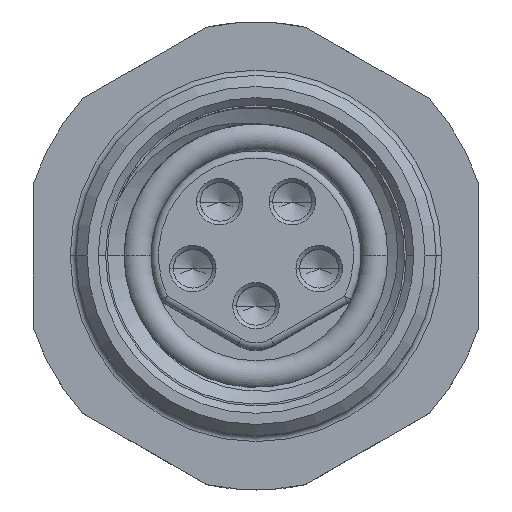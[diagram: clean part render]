
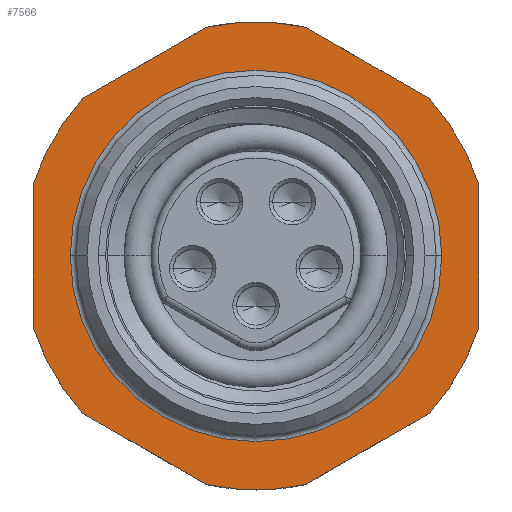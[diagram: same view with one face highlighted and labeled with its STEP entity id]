
A CAD part, top view. The second image highlights one B-rep face of the part: STEP entity #7566.
In plain terms, the highlighted planar face has unit normal (0, 0, 1).
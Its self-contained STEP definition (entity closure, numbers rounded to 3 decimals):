
#3663=CARTESIAN_POINT('',(0.,0.,-0.3));
#3664=DIRECTION('',(0.,0.,1.));
#3665=DIRECTION('',(-0.212,-0.977,0.));
#3666=AXIS2_PLACEMENT_3D('',#3663,#3664,#3665);
#3668=DIRECTION('',(0.866,-0.5,0.));
#3669=VECTOR('',#3668,3.842);
#3670=CARTESIAN_POINT('',(-4.664,-4.236,-0.3));
#3671=LINE('',#3670,#3669);
#3672=CARTESIAN_POINT('',(0.,0.,-0.3));
#3673=DIRECTION('',(0.,0.,1.));
#3674=DIRECTION('',(-0.952,-0.305,0.));
#3675=AXIS2_PLACEMENT_3D('',#3672,#3673,#3674);
#3677=DIRECTION('',(0.,-1.,0.));
#3678=VECTOR('',#3677,3.842);
#3679=CARTESIAN_POINT('',(-6.,1.921,-0.3));
#3680=LINE('',#3679,#3678);
#3681=CARTESIAN_POINT('',(0.,0.,-0.3));
#3682=DIRECTION('',(0.,0.,1.));
#3683=DIRECTION('',(-0.74,0.672,0.));
#3684=AXIS2_PLACEMENT_3D('',#3681,#3682,#3683);
#3686=DIRECTION('',(-0.866,-0.5,0.));
#3687=VECTOR('',#3686,3.842);
#3688=CARTESIAN_POINT('',(-1.336,6.157,-0.3));
#3689=LINE('',#3688,#3687);
#3690=CARTESIAN_POINT('',(0.,0.,-0.3));
#3691=DIRECTION('',(0.,0.,1.));
#3692=DIRECTION('',(0.212,0.977,0.));
#3693=AXIS2_PLACEMENT_3D('',#3690,#3691,#3692);
#3695=DIRECTION('',(-0.866,0.5,0.));
#3696=VECTOR('',#3695,3.842);
#3697=CARTESIAN_POINT('',(4.664,4.236,-0.3));
#3698=LINE('',#3697,#3696);
#3699=CARTESIAN_POINT('',(0.,0.,-0.3));
#3700=DIRECTION('',(0.,0.,1.));
#3701=DIRECTION('',(0.952,0.305,0.));
#3702=AXIS2_PLACEMENT_3D('',#3699,#3700,#3701);
#3704=DIRECTION('',(0.,1.,0.));
#3705=VECTOR('',#3704,3.842);
#3706=CARTESIAN_POINT('',(6.,-1.921,-0.3));
#3707=LINE('',#3706,#3705);
#3708=CARTESIAN_POINT('',(0.,0.,-0.3));
#3709=DIRECTION('',(0.,0.,1.));
#3710=DIRECTION('',(0.74,-0.672,0.));
#3711=AXIS2_PLACEMENT_3D('',#3708,#3709,#3710);
#3713=DIRECTION('',(0.866,0.5,0.));
#3714=VECTOR('',#3713,3.842);
#3715=CARTESIAN_POINT('',(1.336,-6.157,-0.3));
#3716=LINE('',#3715,#3714);
#3717=CARTESIAN_POINT('',(0.,0.,-0.3));
#3718=DIRECTION('',(0.,0.,-1.));
#3719=DIRECTION('',(-1.,0.,0.));
#3720=AXIS2_PLACEMENT_3D('',#3717,#3718,#3719);
#3722=CARTESIAN_POINT('',(0.,0.,-0.3));
#3723=DIRECTION('',(0.,0.,-1.));
#3724=DIRECTION('',(1.,0.,0.));
#3725=AXIS2_PLACEMENT_3D('',#3722,#3723,#3724);
#7022=CARTESIAN_POINT('',(-1.336,-6.157,-0.3));
#7023=CARTESIAN_POINT('',(1.336,-6.157,-0.3));
#7024=VERTEX_POINT('',#7022);
#7025=VERTEX_POINT('',#7023);
#7026=CARTESIAN_POINT('',(4.664,-4.236,-0.3));
#7027=VERTEX_POINT('',#7026);
#7028=CARTESIAN_POINT('',(6.,-1.921,-0.3));
#7029=VERTEX_POINT('',#7028);
#7030=CARTESIAN_POINT('',(6.,1.921,-0.3));
#7031=VERTEX_POINT('',#7030);
#7032=CARTESIAN_POINT('',(4.664,4.236,-0.3));
#7033=VERTEX_POINT('',#7032);
#7034=CARTESIAN_POINT('',(1.336,6.157,-0.3));
#7035=VERTEX_POINT('',#7034);
#7036=CARTESIAN_POINT('',(-1.336,6.157,-0.3));
#7037=VERTEX_POINT('',#7036);
#7038=CARTESIAN_POINT('',(-4.664,4.236,-0.3));
#7039=VERTEX_POINT('',#7038);
#7040=CARTESIAN_POINT('',(-6.,1.921,-0.3));
#7041=VERTEX_POINT('',#7040);
#7042=CARTESIAN_POINT('',(-6.,-1.921,-0.3));
#7043=VERTEX_POINT('',#7042);
#7044=CARTESIAN_POINT('',(-4.664,-4.236,-0.3));
#7045=VERTEX_POINT('',#7044);
#7118=CARTESIAN_POINT('',(-5.,0.,-0.3));
#7119=CARTESIAN_POINT('',(5.,0.,-0.3));
#7120=VERTEX_POINT('',#7118);
#7121=VERTEX_POINT('',#7119);
#7541=CARTESIAN_POINT('',(0.,0.,-0.3));
#7542=DIRECTION('',(0.,0.,1.));
#7543=DIRECTION('',(-1.,0.,0.));
#7544=AXIS2_PLACEMENT_3D('',#7541,#7542,#7543);
#7545=PLANE('',#7544);
#7546=ORIENTED_EDGE('',*,*,#7379,.F.);
#7547=ORIENTED_EDGE('',*,*,#7395,.F.);
#7548=ORIENTED_EDGE('',*,*,#7409,.F.);
#7549=ORIENTED_EDGE('',*,*,#7423,.F.);
#7550=ORIENTED_EDGE('',*,*,#7437,.F.);
#7551=ORIENTED_EDGE('',*,*,#7451,.F.);
#7552=ORIENTED_EDGE('',*,*,#7466,.F.);
#7553=ORIENTED_EDGE('',*,*,#7480,.F.);
#7554=ORIENTED_EDGE('',*,*,#7494,.F.);
#7555=ORIENTED_EDGE('',*,*,#7508,.F.);
#7556=ORIENTED_EDGE('',*,*,#7522,.F.);
#7557=ORIENTED_EDGE('',*,*,#7535,.F.);
#7558=EDGE_LOOP('',(#7546,#7547,#7548,#7549,#7550,#7551,#7552,#7553,#7554,#7555,
#7556,#7557));
#7559=FACE_OUTER_BOUND('',#7558,.F.);
#7561=ORIENTED_EDGE('',*,*,#7560,.F.);
#7563=ORIENTED_EDGE('',*,*,#7562,.F.);
#7564=EDGE_LOOP('',(#7561,#7563));
#7565=FACE_BOUND('',#7564,.F.);
#3667=CIRCLE('',#3666,6.3);
#3676=CIRCLE('',#3675,6.3);
#3685=CIRCLE('',#3684,6.3);
#3694=CIRCLE('',#3693,6.3);
#3703=CIRCLE('',#3702,6.3);
#3712=CIRCLE('',#3711,6.3);
#3721=CIRCLE('',#3720,5.);
#3726=CIRCLE('',#3725,5.);
#7379=EDGE_CURVE('',#7024,#7025,#3667,.T.);
#7395=EDGE_CURVE('',#7045,#7024,#3671,.T.);
#7409=EDGE_CURVE('',#7043,#7045,#3676,.T.);
#7423=EDGE_CURVE('',#7041,#7043,#3680,.T.);
#7437=EDGE_CURVE('',#7039,#7041,#3685,.T.);
#7451=EDGE_CURVE('',#7037,#7039,#3689,.T.);
#7466=EDGE_CURVE('',#7035,#7037,#3694,.T.);
#7480=EDGE_CURVE('',#7033,#7035,#3698,.T.);
#7494=EDGE_CURVE('',#7031,#7033,#3703,.T.);
#7508=EDGE_CURVE('',#7029,#7031,#3707,.T.);
#7522=EDGE_CURVE('',#7027,#7029,#3712,.T.);
#7535=EDGE_CURVE('',#7025,#7027,#3716,.T.);
#7560=EDGE_CURVE('',#7120,#7121,#3721,.T.);
#7562=EDGE_CURVE('',#7121,#7120,#3726,.T.);
#7566=ADVANCED_FACE('',(#7559,#7565),#7545,.T.);
